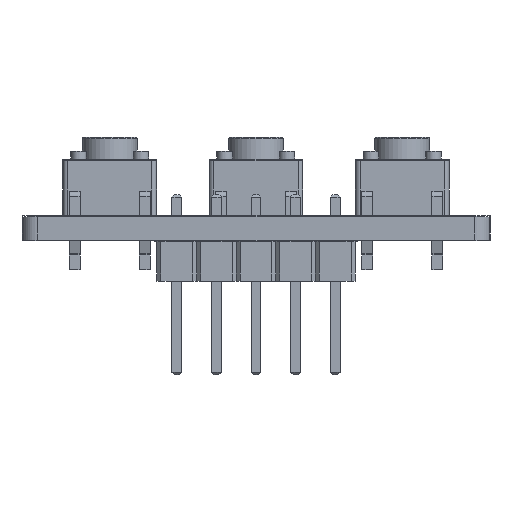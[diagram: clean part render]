
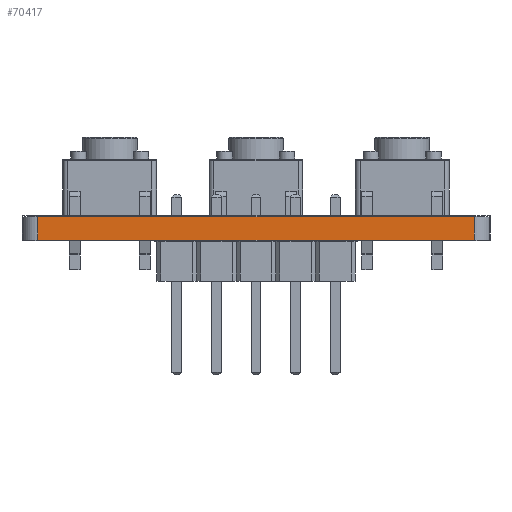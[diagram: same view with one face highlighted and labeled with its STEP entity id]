
A CAD part, left-side view. The second image highlights one B-rep face of the part: STEP entity #70417.
In plain terms, the highlighted planar face has unit normal (-1, 0, 0).
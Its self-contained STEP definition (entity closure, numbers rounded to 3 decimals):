
#68718 = VERTEX_POINT('',#68719);
#68719 = CARTESIAN_POINT('',(100.,-101.,0.));
#68726 = EDGE_CURVE('',#68727,#68718,#68729,.T.);
#68727 = VERTEX_POINT('',#68728);
#68728 = CARTESIAN_POINT('',(100.,-129.,0.));
#68729 = LINE('',#68730,#68731);
#68730 = CARTESIAN_POINT('',(100.,-129.,0.));
#68731 = VECTOR('',#68732,1.);
#68732 = DIRECTION('',(0.,1.,0.));
#69554 = VERTEX_POINT('',#69555);
#69555 = CARTESIAN_POINT('',(100.,-101.,1.51));
#69562 = EDGE_CURVE('',#69563,#69554,#69565,.T.);
#69563 = VERTEX_POINT('',#69564);
#69564 = CARTESIAN_POINT('',(100.,-129.,1.51));
#69565 = LINE('',#69566,#69567);
#69566 = CARTESIAN_POINT('',(100.,-129.,1.51));
#69567 = VECTOR('',#69568,1.);
#69568 = DIRECTION('',(0.,1.,0.));
#70387 = EDGE_CURVE('',#68718,#69554,#70388,.T.);
#70388 = LINE('',#70389,#70390);
#70389 = CARTESIAN_POINT('',(100.,-101.,0.));
#70390 = VECTOR('',#70391,1.);
#70391 = DIRECTION('',(0.,0.,1.));
#70417 = ADVANCED_FACE('',(#70418),#70429,.T.);
#70418 = FACE_BOUND('',#70419,.T.);
#70419 = EDGE_LOOP('',(#70420,#70426,#70427,#70428));
#70420 = ORIENTED_EDGE('',*,*,#70421,.T.);
#70421 = EDGE_CURVE('',#68727,#69563,#70422,.T.);
#70422 = LINE('',#70423,#70424);
#70423 = CARTESIAN_POINT('',(100.,-129.,0.));
#70424 = VECTOR('',#70425,1.);
#70425 = DIRECTION('',(0.,0.,1.));
#70426 = ORIENTED_EDGE('',*,*,#69562,.T.);
#70427 = ORIENTED_EDGE('',*,*,#70387,.F.);
#70428 = ORIENTED_EDGE('',*,*,#68726,.F.);
#70429 = PLANE('',#70430);
#70430 = AXIS2_PLACEMENT_3D('',#70431,#70432,#70433);
#70431 = CARTESIAN_POINT('',(100.,-129.,0.));
#70432 = DIRECTION('',(-1.,0.,0.));
#70433 = DIRECTION('',(0.,1.,0.));
